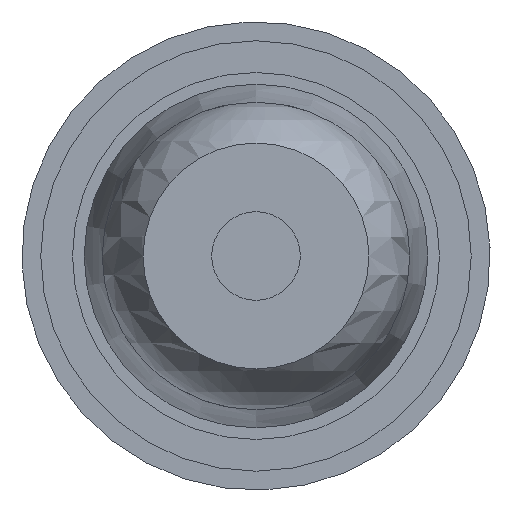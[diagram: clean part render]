
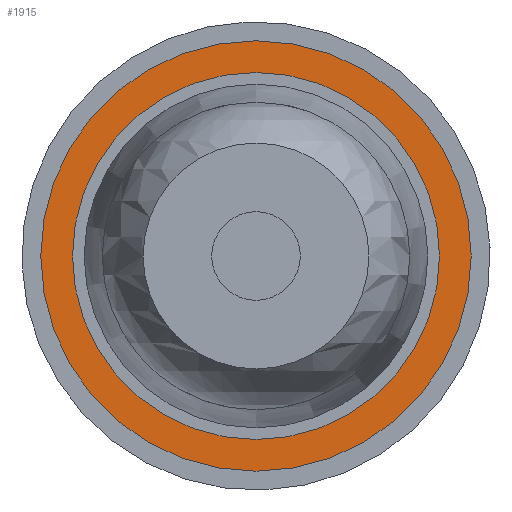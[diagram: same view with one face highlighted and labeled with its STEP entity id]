
A CAD part, left-side view. The second image highlights one B-rep face of the part: STEP entity #1915.
In plain terms, the highlighted planar face has unit normal (-1, 0, 0).
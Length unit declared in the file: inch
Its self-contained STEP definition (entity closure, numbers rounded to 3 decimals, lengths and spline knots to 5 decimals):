
#84 = CARTESIAN_POINT ( 'NONE',  ( 0.207, 0.01215, 0. ) ) ;
#300 = VERTEX_POINT ( 'NONE', #2634 ) ;
#518 = AXIS2_PLACEMENT_3D ( 'NONE', #2667, #1958, #661 ) ;
#594 = CARTESIAN_POINT ( 'NONE',  ( 0.207, 0., 0.01215 ) ) ;
#661 = DIRECTION ( 'NONE',  ( 0., 0., 1. ) ) ;
#668 = ORIENTED_EDGE ( 'NONE', *, *, #2098, .F. ) ;
#680 = AXIS2_PLACEMENT_3D ( 'NONE', #2052, #1345, #2467 ) ;
#721 = CIRCLE ( 'NONE', #518, 0.017 ) ;
#996 = DIRECTION ( 'NONE',  ( 1., 0., 0. ) ) ;
#1169 = DIRECTION ( 'NONE',  ( 0., 0., -1. ) ) ;
#1222 = PLANE ( 'NONE',  #1472 ) ;
#1345 = DIRECTION ( 'NONE',  ( -1., 0., 0. ) ) ;
#1472 = AXIS2_PLACEMENT_3D ( 'NONE', #84, #996, #1169 ) ;
#1555 = CIRCLE ( 'NONE', #680, 0.01215 ) ;
#1581 = EDGE_LOOP ( 'NONE', ( #2064 ) ) ;
#1858 = FACE_BOUND ( 'NONE', #2765, .T. ) ;
#1915 = ADVANCED_FACE ( 'NONE', ( #1858, #2323 ), #1222, .F. ) ;
#1958 = DIRECTION ( 'NONE',  ( -1., 0., 0. ) ) ;
#2052 = CARTESIAN_POINT ( 'NONE',  ( 0.207, 0., 0. ) ) ;
#2064 = ORIENTED_EDGE ( 'NONE', *, *, #2490, .T. ) ;
#2098 = EDGE_CURVE ( 'NONE', #2106, #2106, #1555, .T. ) ;
#2106 = VERTEX_POINT ( 'NONE', #594 ) ;
#2323 = FACE_OUTER_BOUND ( 'NONE', #1581, .T. ) ;
#2467 = DIRECTION ( 'NONE',  ( 0., 0., 1. ) ) ;
#2490 = EDGE_CURVE ( 'NONE', #300, #300, #721, .T. ) ;
#2634 = CARTESIAN_POINT ( 'NONE',  ( 0.207, 0., 0.017 ) ) ;
#2667 = CARTESIAN_POINT ( 'NONE',  ( 0.207, 0., 0. ) ) ;
#2765 = EDGE_LOOP ( 'NONE', ( #668 ) ) ;
